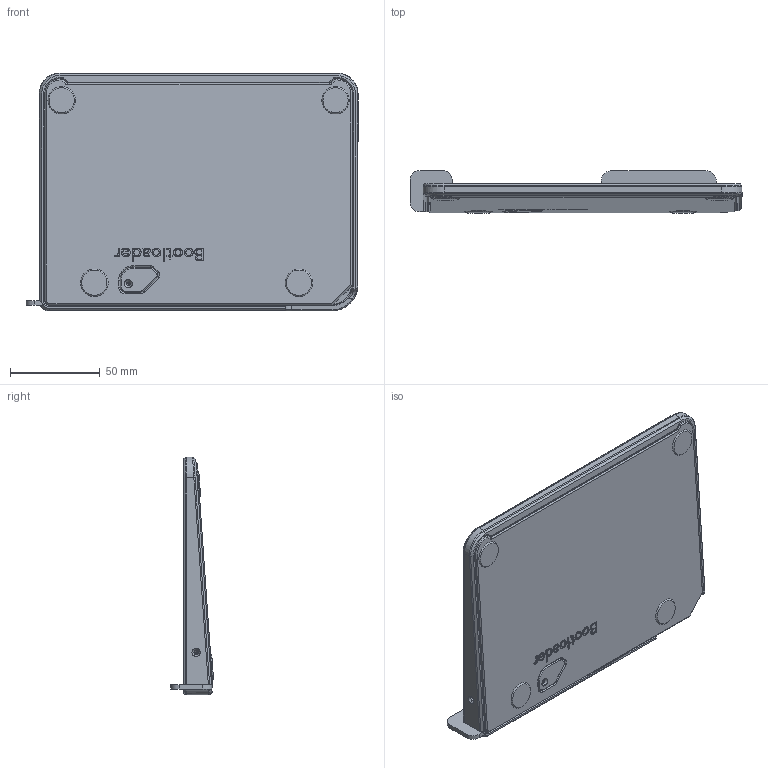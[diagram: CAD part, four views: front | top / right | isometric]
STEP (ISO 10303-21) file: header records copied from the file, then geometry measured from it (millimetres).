
FILE_DESCRIPTION (( 'STEP AP203' ), '1' );
FILE_NAME ('PloopyTrackpad-RevA.STEP', '2024-09-27T04:49:13', ( '' ), ( '' ), 'SwSTEP 2.0', 'SolidWorks 2020', '' );
FILE_SCHEMA (( 'CONFIG_CONTROL_DESIGN' ));
Length unit declared in the file: millimetre
Products named in the file (1): PloopyTrackpad-RevA
Bounding box: 184.5 x 23.86 x 132.2 mm (x, y, z)
Volume: 260266.1 mm3; surface area: 153992.8 mm2
Topology: 4 solids, 4 shells, 613 faces, 1527 edges, 942 vertices
Faces by surface type: plane 226, cylinder 161, bspline 161, cone 46, torus 16, sphere 3
Entity records: 27345 total; most frequent: CARTESIAN_POINT 14084, ORIENTED_EDGE 3030, DIRECTION 2282, EDGE_CURVE 1515, VERTEX_POINT 940, VECTOR 776, LINE 776, AXIS2_PLACEMENT_3D 753
